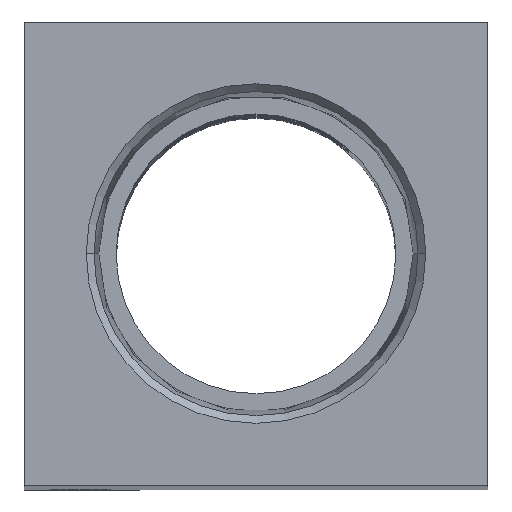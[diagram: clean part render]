
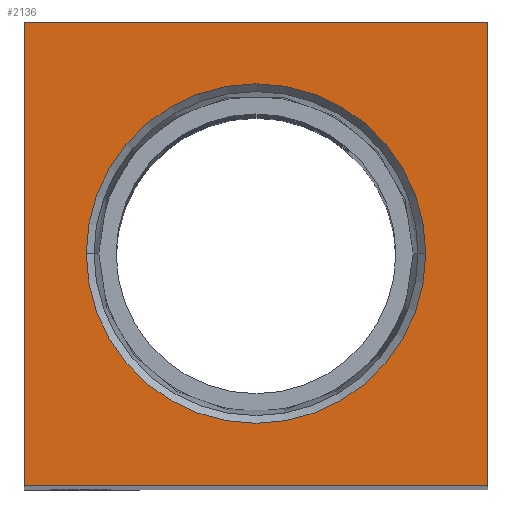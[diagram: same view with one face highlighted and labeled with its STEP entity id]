
A CAD part, top view. The second image highlights one B-rep face of the part: STEP entity #2136.
In plain terms, the highlighted planar face has unit normal (0, 0, 1).
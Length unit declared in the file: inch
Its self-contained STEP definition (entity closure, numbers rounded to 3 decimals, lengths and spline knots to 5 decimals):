
#4 = DIRECTION ( 'NONE',  ( 0., 0., 1. ) ) ;
#88 = AXIS2_PLACEMENT_3D ( 'NONE', #1539, #1530, #1498 ) ;
#145 = DIRECTION ( 'NONE',  ( 1., 0., 0. ) ) ;
#179 = DIRECTION ( 'NONE',  ( 0., -1., 0. ) ) ;
#227 = VERTEX_POINT ( 'NONE', #980 ) ;
#275 = LINE ( 'NONE', #532, #863 ) ;
#312 = CARTESIAN_POINT ( 'NONE',  ( -0.75, -0.75, 4.5625 ) ) ;
#351 = ORIENTED_EDGE ( 'NONE', *, *, #705, .T. ) ;
#354 = PLANE ( 'NONE',  #2407 ) ;
#435 = CARTESIAN_POINT ( 'NONE',  ( 0.75, -0.75, 4.5625 ) ) ;
#532 = CARTESIAN_POINT ( 'NONE',  ( 0.75, -0.75, 4.5625 ) ) ;
#653 = VECTOR ( 'NONE', #2596, 39.37008 ) ;
#685 = VERTEX_POINT ( 'NONE', #435 ) ;
#705 = EDGE_CURVE ( 'NONE', #227, #1648, #2582, .T. ) ;
#819 = EDGE_CURVE ( 'NONE', #1322, #227, #1920, .T. ) ;
#854 = EDGE_LOOP ( 'NONE', ( #351, #1276, #1464, #1216 ) ) ;
#863 = VECTOR ( 'NONE', #2155, 39.37008 ) ;
#883 = EDGE_CURVE ( 'NONE', #978, #2206, #1801, .T. ) ;
#950 = CARTESIAN_POINT ( 'NONE',  ( 0.5499, 0., 4.5625 ) ) ;
#964 = CARTESIAN_POINT ( 'NONE',  ( -0.75, -0.75, 4.5625 ) ) ;
#978 = VERTEX_POINT ( 'NONE', #950 ) ;
#980 = CARTESIAN_POINT ( 'NONE',  ( -0.75, 0.75, 4.5625 ) ) ;
#1042 = AXIS2_PLACEMENT_3D ( 'NONE', #1317, #4, #1537 ) ;
#1050 = CARTESIAN_POINT ( 'NONE',  ( -0.5499, 0., 4.5625 ) ) ;
#1138 = FACE_OUTER_BOUND ( 'NONE', #854, .T. ) ;
#1216 = ORIENTED_EDGE ( 'NONE', *, *, #819, .T. ) ;
#1246 = CARTESIAN_POINT ( 'NONE',  ( 0., 0., 4.5625 ) ) ;
#1276 = ORIENTED_EDGE ( 'NONE', *, *, #1688, .T. ) ;
#1317 = CARTESIAN_POINT ( 'NONE',  ( 0., 0., 4.5625 ) ) ;
#1322 = VERTEX_POINT ( 'NONE', #2224 ) ;
#1464 = ORIENTED_EDGE ( 'NONE', *, *, #1821, .T. ) ;
#1469 = DIRECTION ( 'NONE',  ( 0., 0., 1. ) ) ;
#1472 = CARTESIAN_POINT ( 'NONE',  ( 0.75, -0.75, 4.5625 ) ) ;
#1498 = DIRECTION ( 'NONE',  ( 1., 0., 0. ) ) ;
#1530 = DIRECTION ( 'NONE',  ( 0., 0., 1. ) ) ;
#1537 = DIRECTION ( 'NONE',  ( 1., 0., 0. ) ) ;
#1539 = CARTESIAN_POINT ( 'NONE',  ( 0., 0., 4.5625 ) ) ;
#1634 = CIRCLE ( 'NONE', #1042, 0.5499 ) ;
#1648 = VERTEX_POINT ( 'NONE', #964 ) ;
#1657 = VECTOR ( 'NONE', #179, 39.37008 ) ;
#1678 = ORIENTED_EDGE ( 'NONE', *, *, #2267, .F. ) ;
#1688 = EDGE_CURVE ( 'NONE', #1648, #685, #275, .T. ) ;
#1691 = FACE_BOUND ( 'NONE', #2186, .T. ) ;
#1751 = DIRECTION ( 'NONE',  ( -1., 0., 0. ) ) ;
#1801 = CIRCLE ( 'NONE', #88, 0.5499 ) ;
#1821 = EDGE_CURVE ( 'NONE', #685, #1322, #2165, .T. ) ;
#1835 = CARTESIAN_POINT ( 'NONE',  ( 0.75, 0.75, 4.5625 ) ) ;
#1920 = LINE ( 'NONE', #1835, #2299 ) ;
#2136 = ADVANCED_FACE ( 'NONE', ( #1691, #1138 ), #354, .T. ) ;
#2155 = DIRECTION ( 'NONE',  ( 1., 0., 0. ) ) ;
#2165 = LINE ( 'NONE', #1472, #653 ) ;
#2186 = EDGE_LOOP ( 'NONE', ( #2541, #1678 ) ) ;
#2206 = VERTEX_POINT ( 'NONE', #1050 ) ;
#2224 = CARTESIAN_POINT ( 'NONE',  ( 0.75, 0.75, 4.5625 ) ) ;
#2267 = EDGE_CURVE ( 'NONE', #2206, #978, #1634, .T. ) ;
#2299 = VECTOR ( 'NONE', #1751, 39.37008 ) ;
#2407 = AXIS2_PLACEMENT_3D ( 'NONE', #1246, #1469, #145 ) ;
#2541 = ORIENTED_EDGE ( 'NONE', *, *, #883, .F. ) ;
#2582 = LINE ( 'NONE', #312, #1657 ) ;
#2596 = DIRECTION ( 'NONE',  ( 0., 1., 0. ) ) ;
